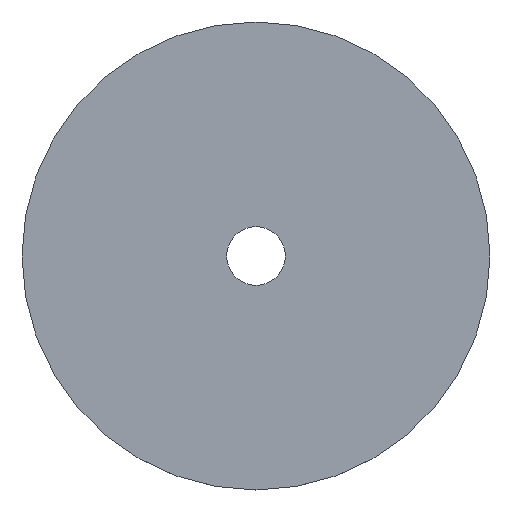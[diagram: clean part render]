
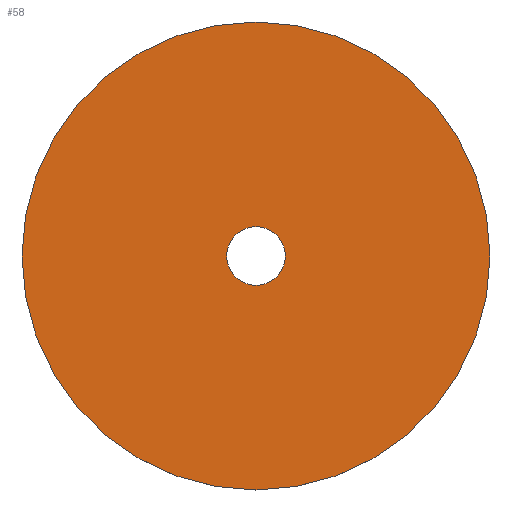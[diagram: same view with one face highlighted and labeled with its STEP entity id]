
A CAD part, top view. The second image highlights one B-rep face of the part: STEP entity #58.
In plain terms, the highlighted planar face has unit normal (0, 0, 1).
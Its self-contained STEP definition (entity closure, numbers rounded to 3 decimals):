
#29 = CIRCLE ( 'NONE', #205, 127. ) ;
#32 = CIRCLE ( 'NONE', #166, 127. ) ;
#33 = CIRCLE ( 'NONE', #170, 15.9 ) ;
#42 = CIRCLE ( 'NONE', #187, 15.9 ) ;
#58 = ADVANCED_FACE ( 'NONE', ( #233, #235 ), #134, .T. ) ;
#72 = DIRECTION ( 'NONE',  ( 0., 0., 1. ) ) ;
#73 = VERTEX_POINT ( 'NONE', #132 ) ;
#74 = DIRECTION ( 'NONE',  ( 1., 0., 0. ) ) ;
#75 = VERTEX_POINT ( 'NONE', #147 ) ;
#79 = CARTESIAN_POINT ( 'NONE',  ( 127., 0., 5. ) ) ;
#80 = VERTEX_POINT ( 'NONE', #79 ) ;
#85 = VERTEX_POINT ( 'NONE', #125 ) ;
#88 = CARTESIAN_POINT ( 'NONE',  ( 0., 0., 5. ) ) ;
#92 = CARTESIAN_POINT ( 'NONE',  ( 0., 0., 5. ) ) ;
#93 = DIRECTION ( 'NONE',  ( 0., 0., 1. ) ) ;
#94 = DIRECTION ( 'NONE',  ( 1., 0., 0. ) ) ;
#95 = DIRECTION ( 'NONE',  ( 0., 0., 1. ) ) ;
#96 = DIRECTION ( 'NONE',  ( 1., 0., 0. ) ) ;
#98 = DIRECTION ( 'NONE',  ( 0., 0., 1. ) ) ;
#99 = DIRECTION ( 'NONE',  ( 1., 0., 0. ) ) ;
#125 = CARTESIAN_POINT ( 'NONE',  ( -15.9, 0., 5. ) ) ;
#127 = CARTESIAN_POINT ( 'NONE',  ( 0., 0., 5. ) ) ;
#132 = CARTESIAN_POINT ( 'NONE',  ( -127., 0., 5. ) ) ;
#134 = PLANE ( 'NONE',  #181 ) ;
#136 = CARTESIAN_POINT ( 'NONE',  ( 0., 0., 5. ) ) ;
#142 = CARTESIAN_POINT ( 'NONE',  ( 0., 0., 5. ) ) ;
#146 = DIRECTION ( 'NONE',  ( 1., 0., 0. ) ) ;
#147 = CARTESIAN_POINT ( 'NONE',  ( 15.9, 0., 5. ) ) ;
#155 = DIRECTION ( 'NONE',  ( 0., 0., 1. ) ) ;
#166 = AXIS2_PLACEMENT_3D ( 'NONE', #136, #155, #146 ) ;
#170 = AXIS2_PLACEMENT_3D ( 'NONE', #142, #93, #94 ) ;
#171 = EDGE_CURVE ( 'NONE', #80, #73, #32, .T. ) ;
#180 = EDGE_CURVE ( 'NONE', #85, #75, #33, .T. ) ;
#181 = AXIS2_PLACEMENT_3D ( 'NONE', #127, #72, #74 ) ;
#187 = AXIS2_PLACEMENT_3D ( 'NONE', #92, #98, #99 ) ;
#201 = EDGE_CURVE ( 'NONE', #73, #80, #29, .T. ) ;
#202 = EDGE_CURVE ( 'NONE', #75, #85, #42, .T. ) ;
#205 = AXIS2_PLACEMENT_3D ( 'NONE', #88, #95, #96 ) ;
#217 = EDGE_LOOP ( 'NONE', ( #246, #219 ) ) ;
#219 = ORIENTED_EDGE ( 'NONE', *, *, #171, .T. ) ;
#226 = EDGE_LOOP ( 'NONE', ( #242, #232 ) ) ;
#232 = ORIENTED_EDGE ( 'NONE', *, *, #202, .F. ) ;
#233 = FACE_OUTER_BOUND ( 'NONE', #217, .T. ) ;
#235 = FACE_BOUND ( 'NONE', #226, .T. ) ;
#242 = ORIENTED_EDGE ( 'NONE', *, *, #180, .F. ) ;
#246 = ORIENTED_EDGE ( 'NONE', *, *, #201, .T. ) ;
